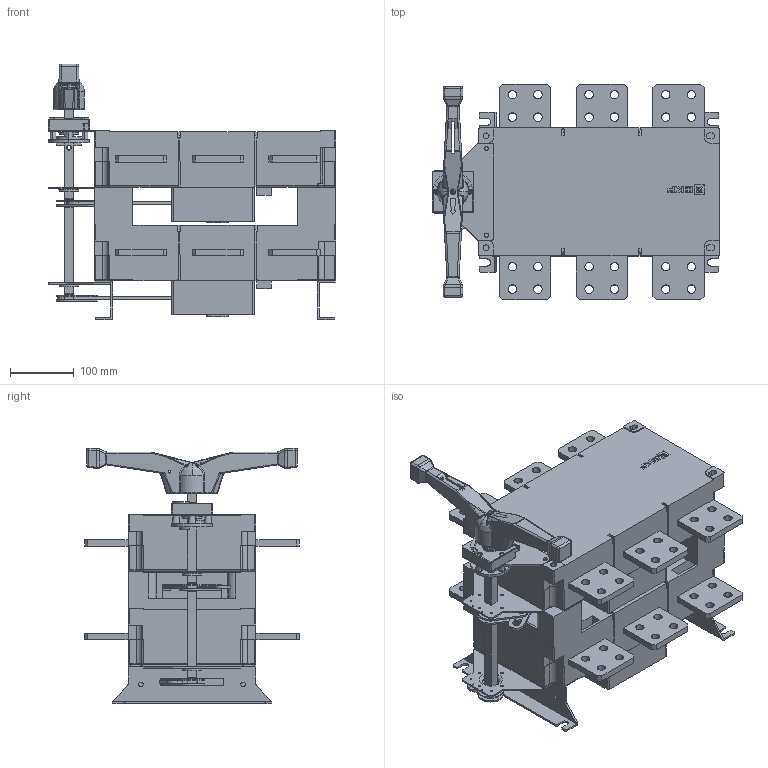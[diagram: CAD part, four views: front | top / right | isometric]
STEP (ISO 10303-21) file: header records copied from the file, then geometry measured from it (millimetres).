
FILE_DESCRIPTION (( 'STEP AP203' ), '1' );
FILE_NAME ('pscs-1600-3 Ðóáèëüíèê-ïåðåêëþ÷àòåëü 1600A 3P c ðóêîÿòêîé óïðàâëåíèÿ äëÿ ïðÿìîé óñòàíîâêè PowerSwitch EKF.STEP', '2026-04-09T08:07:44', ( '' ), ( '' ), 'SwSTEP 2.0', 'SolidWorks 2021', '' );
FILE_SCHEMA (( 'CONFIG_CONTROL_DESIGN' ));
Products named in the file (1): pscs-1600-3 Ðóáèëüíèê-ïåðåêëþ÷àòåëü 1600A 3P c ðóêîÿòêîé óïðàâëåíèÿ äëÿ ïðÿìîé óñòàíîâêè PowerSwitch EKF
Bounding box: 450 x 336.2 x 399.87 mm (x, y, z)
Volume: 13264607.8 mm3; surface area: 1582127.4 mm2
Topology: 1 solids, 1 shells, 3249 faces, 8756 edges, 5622 vertices
Faces by surface type: plane 1955, cylinder 1009, bspline 108, cone 99, torus 62, sphere 16
Entity records: 112069 total; most frequent: CARTESIAN_POINT 29932, ORIENTED_EDGE 17430, DIRECTION 16629, EDGE_CURVE 8715, VECTOR 5817, LINE 5817, VERTEX_POINT 5622, AXIS2_PLACEMENT_3D 5406
